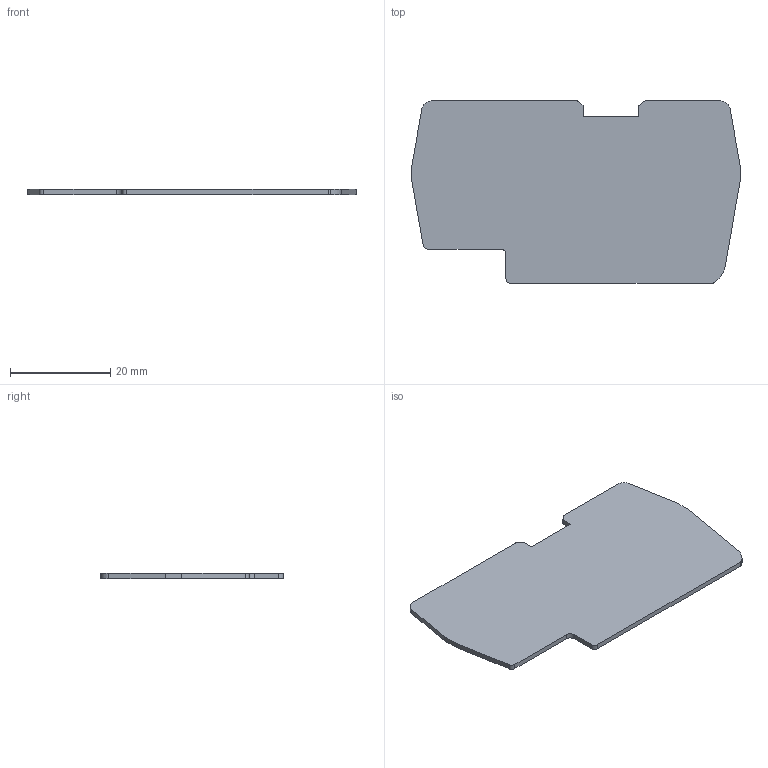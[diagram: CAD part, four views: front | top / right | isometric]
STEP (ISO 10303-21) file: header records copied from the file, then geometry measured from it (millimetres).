
FILE_DESCRIPTION (( 'STEP AP214' ), '1' );
FILE_NAME ('446463_NPP-PYK 6_Yellow.STP', '2013-11-15T08:30:44', ( 'arge' ), ( 'Microsoft' ), 'SwSTEP 2.0', 'SolidWorks 2013', '' );
FILE_SCHEMA (( 'AUTOMOTIVE_DESIGN' ));
Length unit declared in the file: millimetre
Products named in the file (1): 446463_NPP-PYK 6_Yellow
Bounding box: 65.4 x 36.33 x 1 mm (x, y, z)
Volume: 2128.8 mm3; surface area: 4453.1 mm2
Topology: 1 solids, 1 shells, 31 faces, 87 edges, 58 vertices
Faces by surface type: plane 18, cylinder 13
Entity records: 1382 total; most frequent: DIRECTION 177, CARTESIAN_POINT 177, ORIENTED_EDGE 174, EDGE_CURVE 87, VECTOR 61, LINE 61, AXIS2_PLACEMENT_3D 58, VERTEX_POINT 58
